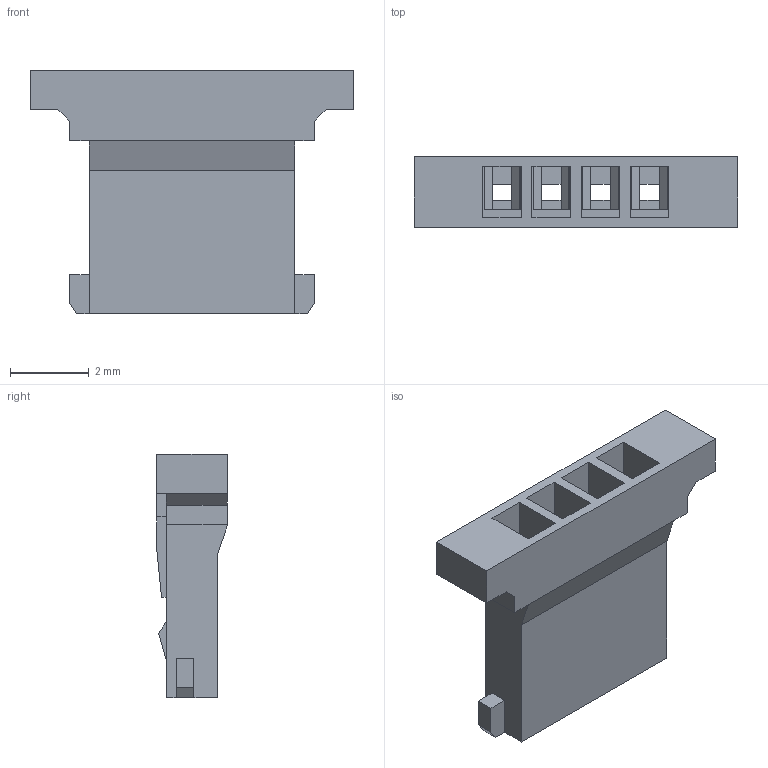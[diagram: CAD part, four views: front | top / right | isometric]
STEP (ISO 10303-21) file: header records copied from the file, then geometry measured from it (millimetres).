
FILE_DESCRIPTION((''),'2;1');
FILE_NAME('FHG12504-S04M2W1BV','2021-09-08T',('gongcheng6'),(''),'PRO/ENGINEER BY PARAMETRIC TECHNOLOGY CORPORATION, 2010280','PRO/ENGINEER BY PARAMETRIC TECHNOLOGY CORPORATION, 2010280','');
FILE_SCHEMA(('CONFIG_CONTROL_DESIGN'));
Length unit declared in the file: millimetre
Products named in the file (1): FHG12504-S04M2W1BV
Bounding box: 8.22 x 1.8 x 6.2 mm (x, y, z)
Volume: 35.9 mm3; surface area: 201 mm2
Topology: 1 solids, 1 shells, 144 faces, 410 edges, 262 vertices
Faces by surface type: plane 144
Entity records: 4612 total; most frequent: ORIENTED_EDGE 820, CARTESIAN_POINT 816, DIRECTION 698, VECTOR 410, LINE 410, EDGE_CURVE 410, VERTEX_POINT 262, EDGE_LOOP 154
